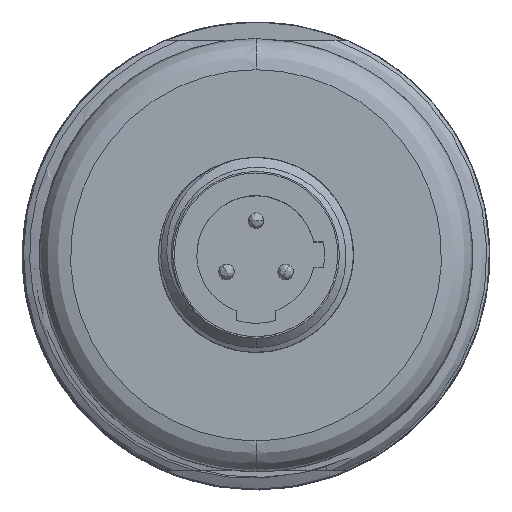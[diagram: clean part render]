
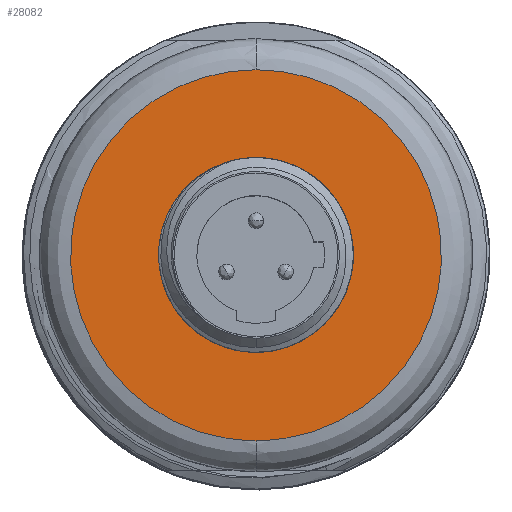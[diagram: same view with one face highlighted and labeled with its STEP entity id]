
A CAD part, top view. The second image highlights one B-rep face of the part: STEP entity #28082.
In plain terms, the highlighted free-form (B-spline) face has degree [1, 1] with [2, 2] control points.
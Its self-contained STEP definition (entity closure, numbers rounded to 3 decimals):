
#28016=CARTESIAN_POINT('',(0.,-11.9,43.7));
#28017=VERTEX_POINT('',#28016);
#28025=CARTESIAN_POINT('',(0.,11.9,43.7));
#28026=VERTEX_POINT('',#28025);
#28033=CARTESIAN_POINT('',(0.,11.9,43.7));
#28034=CARTESIAN_POINT('',(11.9,11.9,43.7));
#28035=CARTESIAN_POINT('',(11.9,0.,43.7));
#28036=CARTESIAN_POINT('',(11.9,-11.9,43.7));
#28037=CARTESIAN_POINT('',(0.,-11.9,43.7));
#28038=(BOUNDED_CURVE()B_SPLINE_CURVE(2,(#28033,#28034,#28035,#28036,#28037),.CIRCULAR_ARC.,.F.,.U.)B_SPLINE_CURVE_WITH_KNOTS((3,2,3),(0.,0.5,1.),.UNSPECIFIED.)CURVE()GEOMETRIC_REPRESENTATION_ITEM()RATIONAL_B_SPLINE_CURVE((1.,0.707,1.,0.707,1.))REPRESENTATION_ITEM(''));
#28039=EDGE_CURVE('',#28026,#28017,#28038,.T.);
#28044=CARTESIAN_POINT('',(-33.658,33.658,43.7));
#28045=CARTESIAN_POINT('',(33.658,33.658,43.7));
#28046=CARTESIAN_POINT('',(-33.658,-33.658,43.7));
#28047=CARTESIAN_POINT('',(33.658,-33.658,43.7));
#28048=B_SPLINE_SURFACE_WITH_KNOTS('',1,1,((#28044,#28045),(#28046,#28047)),.PLANE_SURF.,.F.,.F.,.U.,(2,2),(2,2),(0.,1.),(0.,1.),.UNSPECIFIED.);
#28049=ORIENTED_EDGE('',*,*,#28039,.F.);
#28050=CARTESIAN_POINT('',(0.,11.9,43.7));
#28051=CARTESIAN_POINT('',(-11.9,11.9,43.7));
#28052=CARTESIAN_POINT('',(-11.9,0.,43.7));
#28053=CARTESIAN_POINT('',(-11.9,-11.9,43.7));
#28054=CARTESIAN_POINT('',(0.,-11.9,43.7));
#28055=(BOUNDED_CURVE()B_SPLINE_CURVE(2,(#28050,#28051,#28052,#28053,#28054),.CIRCULAR_ARC.,.F.,.U.)B_SPLINE_CURVE_WITH_KNOTS((3,2,3),(0.,0.5,1.),.UNSPECIFIED.)CURVE()GEOMETRIC_REPRESENTATION_ITEM()RATIONAL_B_SPLINE_CURVE((1.,0.707,1.,0.707,1.))REPRESENTATION_ITEM(''));
#28056=EDGE_CURVE('',#28026,#28017,#28055,.T.);
#28057=ORIENTED_EDGE('',*,*,#28056,.T.);
#28058=EDGE_LOOP('',(#28049,#28057));
#28059=FACE_OUTER_BOUND('',#28058,.T.);
#28060=CARTESIAN_POINT('',(0.,-5.35,43.7));
#28061=VERTEX_POINT('',#28060);
#28062=CARTESIAN_POINT('',(0.,5.35,43.7));
#28063=VERTEX_POINT('',#28062);
#28064=CARTESIAN_POINT('',(0.,-5.35,43.7));
#28065=CARTESIAN_POINT('',(-5.35,-5.35,43.7));
#28066=CARTESIAN_POINT('',(-5.35,0.,43.7));
#28067=CARTESIAN_POINT('',(-5.35,5.35,43.7));
#28068=CARTESIAN_POINT('',(0.,5.35,43.7));
#28069=(BOUNDED_CURVE()B_SPLINE_CURVE(2,(#28064,#28065,#28066,#28067,#28068),.CIRCULAR_ARC.,.F.,.U.)B_SPLINE_CURVE_WITH_KNOTS((3,2,3),(0.,0.5,1.),.UNSPECIFIED.)CURVE()GEOMETRIC_REPRESENTATION_ITEM()RATIONAL_B_SPLINE_CURVE((1.,0.707,1.,0.707,1.))REPRESENTATION_ITEM(''));
#28070=EDGE_CURVE('',#28061,#28063,#28069,.T.);
#28071=ORIENTED_EDGE('',*,*,#28070,.T.);
#28072=CARTESIAN_POINT('',(0.,5.35,43.7));
#28073=CARTESIAN_POINT('',(5.35,5.35,43.7));
#28074=CARTESIAN_POINT('',(5.35,0.,43.7));
#28075=CARTESIAN_POINT('',(5.35,-5.35,43.7));
#28076=CARTESIAN_POINT('',(0.,-5.35,43.7));
#28077=(BOUNDED_CURVE()B_SPLINE_CURVE(2,(#28072,#28073,#28074,#28075,#28076),.CIRCULAR_ARC.,.F.,.U.)B_SPLINE_CURVE_WITH_KNOTS((3,2,3),(0.,0.5,1.),.UNSPECIFIED.)CURVE()GEOMETRIC_REPRESENTATION_ITEM()RATIONAL_B_SPLINE_CURVE((1.,0.707,1.,0.707,1.))REPRESENTATION_ITEM(''));
#28078=EDGE_CURVE('',#28063,#28061,#28077,.T.);
#28079=ORIENTED_EDGE('',*,*,#28078,.T.);
#28080=EDGE_LOOP('',(#28071,#28079));
#28081=FACE_BOUND('',#28080,.T.);
#28082=ADVANCED_FACE('',(#28059,#28081),#28048,.T.);
